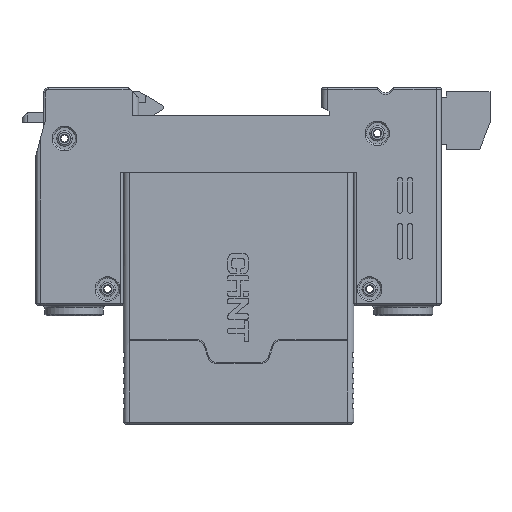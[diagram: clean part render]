
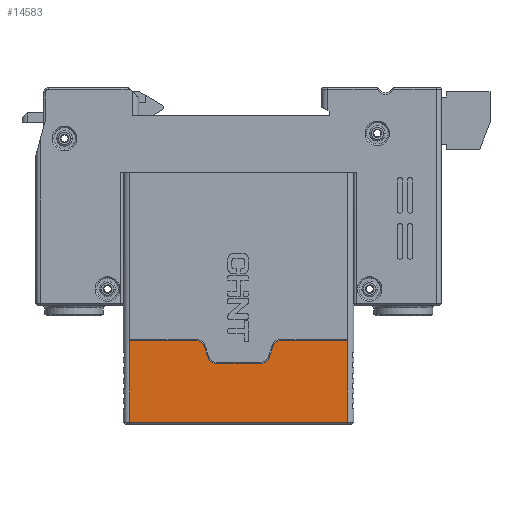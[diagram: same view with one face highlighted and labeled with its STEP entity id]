
A CAD part, front view. The second image highlights one B-rep face of the part: STEP entity #14583.
In plain terms, the highlighted planar face has unit normal (0, -1, 0).
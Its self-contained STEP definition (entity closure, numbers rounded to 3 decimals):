
#7759=DIRECTION('',(1.,0.,0.));
#7760=VECTOR('',#7759,42.6);
#7761=CARTESIAN_POINT('',(-21.3,0.75,
-15.8));
#7762=LINE('',#7761,#7760);
#7763=CARTESIAN_POINT('',(-8.19,0.75,-1.4));
#7764=DIRECTION('',(0.,1.,0.));
#7765=DIRECTION('',(0.,0.,1.));
#7766=AXIS2_PLACEMENT_3D('',#7763,#7764,#7765);
#7768=DIRECTION('',(0.342,0.,-0.94));
#7769=VECTOR('',#7768,2.582);
#7770=CARTESIAN_POINT('',(-6.781,0.75,-0.887));
#7771=LINE('',#7770,#7769);
#7772=CARTESIAN_POINT('',(-4.488,0.75,-2.8));
#7773=DIRECTION('',(0.,-1.,0.));
#7774=DIRECTION('',(-0.94,0.,-0.342));
#7775=AXIS2_PLACEMENT_3D('',#7772,#7773,#7774);
#7777=CARTESIAN_POINT('',(4.488,0.75,-2.8));
#7778=DIRECTION('',(0.,-1.,0.));
#7779=DIRECTION('',(0.,0.,-1.));
#7780=AXIS2_PLACEMENT_3D('',#7777,#7778,#7779);
#7782=DIRECTION('',(0.342,0.,0.94));
#7783=VECTOR('',#7782,2.582);
#7784=CARTESIAN_POINT('',(5.898,0.75,-3.313));
#7785=LINE('',#7784,#7783);
#7786=CARTESIAN_POINT('',(8.19,0.75,-1.4));
#7787=DIRECTION('',(0.,1.,0.));
#7788=DIRECTION('',(-0.94,0.,0.342));
#7789=AXIS2_PLACEMENT_3D('',#7786,#7787,#7788);
#7791=DIRECTION('',(1.,0.,0.));
#7792=VECTOR('',#7791,13.11);
#7793=CARTESIAN_POINT('',(8.19,0.75,0.1));
#7794=LINE('',#7793,#7792);
#7795=DIRECTION('',(0.,0.,-1.));
#7796=VECTOR('',#7795,15.9);
#7797=CARTESIAN_POINT('',(21.3,0.75,0.1));
#7798=LINE('',#7797,#7796);
#7799=DIRECTION('',(-1.,0.,0.));
#7800=VECTOR('',#7799,13.11);
#7801=CARTESIAN_POINT('',(-8.19,0.75,0.1));
#7802=LINE('',#7801,#7800);
#7811=DIRECTION('',(0.,0.,-1.));
#7812=VECTOR('',#7811,15.9);
#7813=CARTESIAN_POINT('',(-21.3,0.75,0.1));
#7814=LINE('',#7813,#7812);
#8179=DIRECTION('',(-1.,0.,0.));
#8180=VECTOR('',#8179,8.977);
#8181=CARTESIAN_POINT('',(4.488,0.75,-4.3));
#8182=LINE('',#8181,#8180);
#11920=CARTESIAN_POINT('',(21.3,0.75,0.1));
#11922=VERTEX_POINT('',#11920);
#11950=CARTESIAN_POINT('',(21.3,0.75,-15.8));
#11951=VERTEX_POINT('',#11950);
#11956=CARTESIAN_POINT('',(8.19,0.75,0.1));
#11957=VERTEX_POINT('',#11956);
#11960=CARTESIAN_POINT('',(-8.19,0.75,0.1));
#11961=CARTESIAN_POINT('',(-21.3,0.75,0.1));
#11962=VERTEX_POINT('',#11960);
#11963=VERTEX_POINT('',#11961);
#11964=CARTESIAN_POINT('',(-21.3,0.75,
-15.8));
#11965=VERTEX_POINT('',#11964);
#11966=CARTESIAN_POINT('',(6.781,0.75,-0.887));
#11967=VERTEX_POINT('',#11966);
#11968=CARTESIAN_POINT('',(5.898,0.75,-3.313));
#11969=VERTEX_POINT('',#11968);
#11970=CARTESIAN_POINT('',(4.488,0.75,-4.3));
#11971=VERTEX_POINT('',#11970);
#11972=CARTESIAN_POINT('',(-4.488,0.75,-4.3));
#11973=VERTEX_POINT('',#11972);
#11974=CARTESIAN_POINT('',(-5.898,0.75,-3.313));
#11975=VERTEX_POINT('',#11974);
#11976=CARTESIAN_POINT('',(-6.781,0.75,-0.887));
#11977=VERTEX_POINT('',#11976);
#14553=CARTESIAN_POINT('',(0.,0.75,-7.85));
#14554=DIRECTION('',(0.,1.,0.));
#14555=DIRECTION('',(1.,0.,0.));
#14556=AXIS2_PLACEMENT_3D('',#14553,#14554,#14555);
#14557=PLANE('',#14556);
#14559=ORIENTED_EDGE('',*,*,#14558,.F.);
#14561=ORIENTED_EDGE('',*,*,#14560,.T.);
#14563=ORIENTED_EDGE('',*,*,#14562,.T.);
#14565=ORIENTED_EDGE('',*,*,#14564,.T.);
#14567=ORIENTED_EDGE('',*,*,#14566,.F.);
#14569=ORIENTED_EDGE('',*,*,#14568,.T.);
#14571=ORIENTED_EDGE('',*,*,#14570,.T.);
#14573=ORIENTED_EDGE('',*,*,#14572,.T.);
#14575=ORIENTED_EDGE('',*,*,#14574,.T.);
#14577=ORIENTED_EDGE('',*,*,#14576,.T.);
#14578=ORIENTED_EDGE('',*,*,#14538,.F.);
#14580=ORIENTED_EDGE('',*,*,#14579,.F.);
#14581=EDGE_LOOP('',(#14559,#14561,#14563,#14565,#14567,#14569,#14571,#14573,
#14575,#14577,#14578,#14580));
#14582=FACE_OUTER_BOUND('',#14581,.F.);
#14583=ADVANCED_FACE('',(#14582),#14557,.F.);
#7767=CIRCLE('',#7766,1.5);
#7776=CIRCLE('',#7775,1.5);
#7781=CIRCLE('',#7780,1.5);
#7790=CIRCLE('',#7789,1.5);
#14538=EDGE_CURVE('',#11965,#11951,#7762,.T.);
#14558=EDGE_CURVE('',#11962,#11963,#7802,.T.);
#14560=EDGE_CURVE('',#11962,#11977,#7767,.T.);
#14562=EDGE_CURVE('',#11977,#11975,#7771,.T.);
#14564=EDGE_CURVE('',#11975,#11973,#7776,.T.);
#14566=EDGE_CURVE('',#11971,#11973,#8182,.T.);
#14568=EDGE_CURVE('',#11971,#11969,#7781,.T.);
#14570=EDGE_CURVE('',#11969,#11967,#7785,.T.);
#14572=EDGE_CURVE('',#11967,#11957,#7790,.T.);
#14574=EDGE_CURVE('',#11957,#11922,#7794,.T.);
#14576=EDGE_CURVE('',#11922,#11951,#7798,.T.);
#14579=EDGE_CURVE('',#11963,#11965,#7814,.T.);
